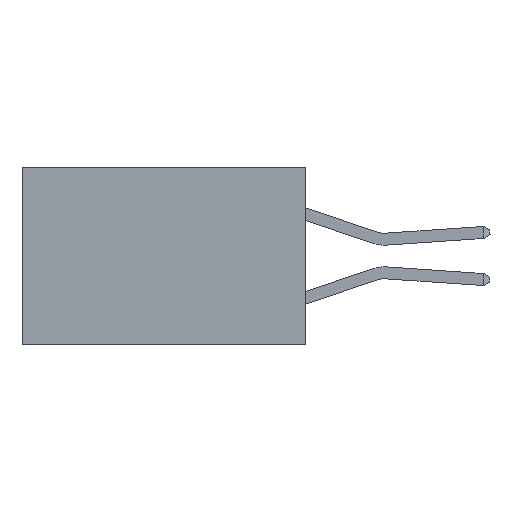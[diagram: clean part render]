
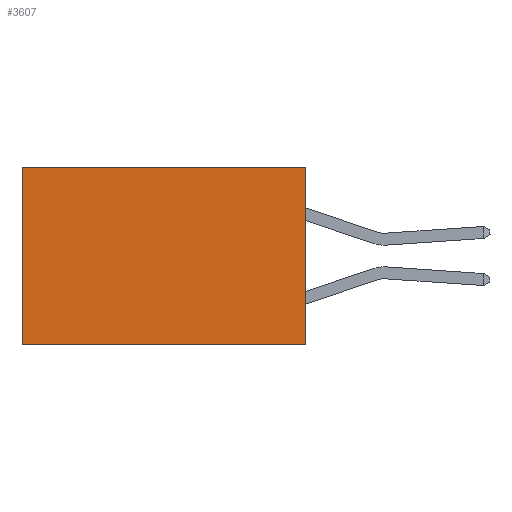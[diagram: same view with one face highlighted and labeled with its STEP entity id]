
A CAD part, left-side view. The second image highlights one B-rep face of the part: STEP entity #3607.
In plain terms, the highlighted planar face has unit normal (-1, 0, 0).
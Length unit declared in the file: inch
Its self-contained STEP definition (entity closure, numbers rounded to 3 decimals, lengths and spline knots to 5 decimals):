
#185 = CARTESIAN_POINT ( 'NONE',  ( 0.277, 0., -0.37 ) ) ;
#348 = EDGE_CURVE ( 'NONE', #5410, #659, #6623, .T. ) ;
#351 = CARTESIAN_POINT ( 'NONE',  ( 0.277, 0., -0.37 ) ) ;
#643 = CARTESIAN_POINT ( 'NONE',  ( 0.277, 0.59, 0. ) ) ;
#659 = VERTEX_POINT ( 'NONE', #2874 ) ;
#758 = DIRECTION ( 'NONE',  ( 0., 0., -1. ) ) ;
#782 = DIRECTION ( 'NONE',  ( 0., 0., -1. ) ) ;
#1016 = EDGE_LOOP ( 'NONE', ( #9851, #10064, #3009, #3588 ) ) ;
#1388 = PLANE ( 'NONE',  #4623 ) ;
#2497 = EDGE_CURVE ( 'NONE', #659, #9007, #7616, .T. ) ;
#2874 = CARTESIAN_POINT ( 'NONE',  ( 0.277, 0., -0.37 ) ) ;
#3009 = ORIENTED_EDGE ( 'NONE', *, *, #348, .F. ) ;
#3295 = VECTOR ( 'NONE', #9165, 39.37008 ) ;
#3563 = EDGE_CURVE ( 'NONE', #8051, #9007, #5769, .T. ) ;
#3588 = ORIENTED_EDGE ( 'NONE', *, *, #4023, .T. ) ;
#3607 = ADVANCED_FACE ( 'NONE', ( #9541 ), #1388, .F. ) ;
#3728 = CARTESIAN_POINT ( 'NONE',  ( 0.277, 0.59, -0.37 ) ) ;
#4023 = EDGE_CURVE ( 'NONE', #5410, #8051, #7722, .T. ) ;
#4623 = AXIS2_PLACEMENT_3D ( 'NONE', #7667, #6246, #758 ) ;
#5410 = VERTEX_POINT ( 'NONE', #7486 ) ;
#5486 = VECTOR ( 'NONE', #8041, 39.37008 ) ;
#5769 = LINE ( 'NONE', #5857, #9762 ) ;
#5857 = CARTESIAN_POINT ( 'NONE',  ( 0.277, 0.59, -0.37 ) ) ;
#6246 = DIRECTION ( 'NONE',  ( 1., 0., 0. ) ) ;
#6359 = VECTOR ( 'NONE', #6566, 39.37008 ) ;
#6566 = DIRECTION ( 'NONE',  ( 0., 0., -1. ) ) ;
#6623 = LINE ( 'NONE', #185, #6359 ) ;
#7486 = CARTESIAN_POINT ( 'NONE',  ( 0.277, 0., 0. ) ) ;
#7616 = LINE ( 'NONE', #351, #3295 ) ;
#7667 = CARTESIAN_POINT ( 'NONE',  ( 0.277, 0., -0.37 ) ) ;
#7722 = LINE ( 'NONE', #8735, #5486 ) ;
#8041 = DIRECTION ( 'NONE',  ( 0., 1., 0. ) ) ;
#8051 = VERTEX_POINT ( 'NONE', #643 ) ;
#8735 = CARTESIAN_POINT ( 'NONE',  ( 0.277, 0., 0. ) ) ;
#9007 = VERTEX_POINT ( 'NONE', #3728 ) ;
#9165 = DIRECTION ( 'NONE',  ( 0., 1., 0. ) ) ;
#9541 = FACE_OUTER_BOUND ( 'NONE', #1016, .T. ) ;
#9762 = VECTOR ( 'NONE', #782, 39.37008 ) ;
#9851 = ORIENTED_EDGE ( 'NONE', *, *, #3563, .T. ) ;
#10064 = ORIENTED_EDGE ( 'NONE', *, *, #2497, .F. ) ;
